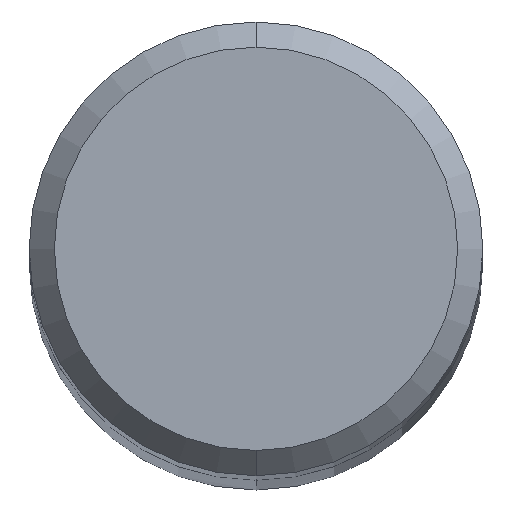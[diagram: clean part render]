
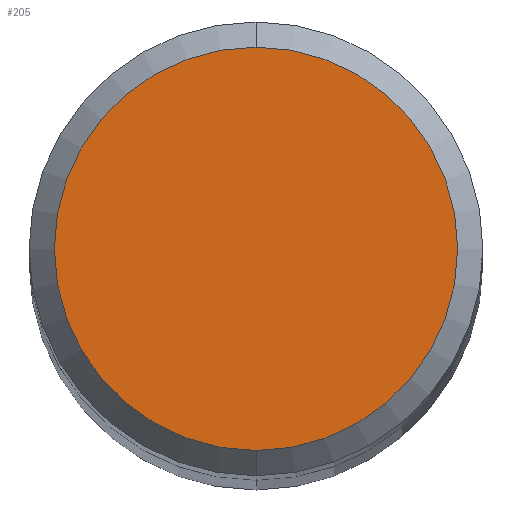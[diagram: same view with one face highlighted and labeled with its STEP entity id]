
A CAD part, top view. The second image highlights one B-rep face of the part: STEP entity #205.
In plain terms, the highlighted planar face has unit normal (0, 0, 1).
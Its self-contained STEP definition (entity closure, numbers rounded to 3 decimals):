
#195=VERTEX_POINT('',#457);
#205=ADVANCED_FACE('',(#467),#468,.T.);
#213=EDGE_CURVE('',#195,#281,#476,.T.);
#281=VERTEX_POINT('',#552);
#307=EDGE_CURVE('',#281,#195,#579,.T.);
#457=CARTESIAN_POINT('',(0.,-4.0,48.0));
#467=FACE_OUTER_BOUND('',#788,.T.);
#468=PLANE('',#789);
#476=CIRCLE('',#799,4.0);
#552=CARTESIAN_POINT('',(0.0,4.0,48.0));
#579=CIRCLE('',#1084,4.0);
#788=EDGE_LOOP('',(#1323,#1324));
#789=AXIS2_PLACEMENT_3D('',#1325,#1326,#1327);
#799=AXIS2_PLACEMENT_3D('',#1331,#1332,#1333);
#1084=AXIS2_PLACEMENT_3D('',#1442,#1443,#1444);
#1323=ORIENTED_EDGE('',*,*,#307,.F.);
#1324=ORIENTED_EDGE('',*,*,#213,.F.);
#1325=CARTESIAN_POINT('',(0.0,2.0,48.0));
#1326=DIRECTION('',(0.0,0.0,1.0));
#1327=DIRECTION('',(0.0,-1.0,0.0));
#1331=CARTESIAN_POINT('',(0.0,0.0,48.0));
#1332=DIRECTION('',(0.0,0.0,-1.0));
#1333=DIRECTION('',(0.0,1.0,0.0));
#1442=CARTESIAN_POINT('',(0.0,0.0,48.0));
#1443=DIRECTION('',(0.0,0.0,-1.0));
#1444=DIRECTION('',(0.0,1.0,0.0));
